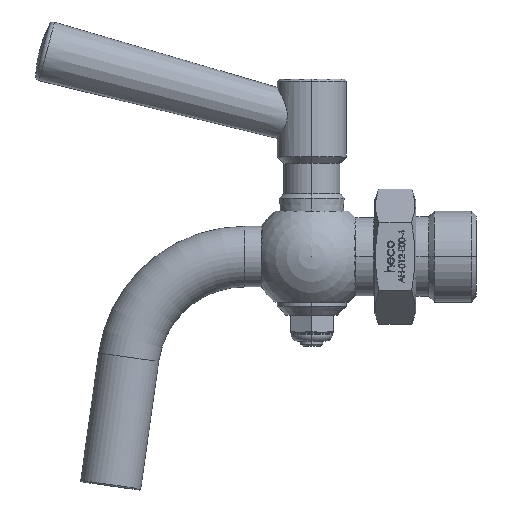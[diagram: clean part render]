
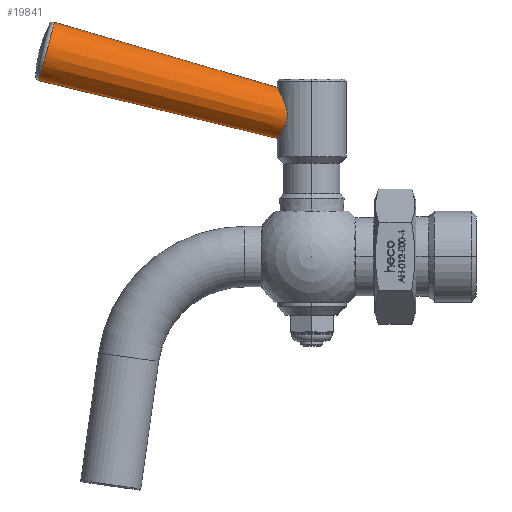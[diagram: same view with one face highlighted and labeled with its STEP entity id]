
A CAD part, top view. The second image highlights one B-rep face of the part: STEP entity #19841.
In plain terms, the highlighted conical face has half-angle 1.339 degrees and reference radius 7 mm.
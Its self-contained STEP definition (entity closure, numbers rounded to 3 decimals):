
#318 = EDGE_CURVE ( 'NONE', #1493, #831, #18361, .T. ) ;
#473 = DIRECTION ( 'NONE',  ( 0.259, 0.966, 0. ) ) ;
#761 = CARTESIAN_POINT ( 'NONE',  ( -7.004, 28.612, 3.877 ) ) ;
#831 = VERTEX_POINT ( 'NONE', #2165 ) ;
#1148 = CARTESIAN_POINT ( 'NONE',  ( -63.001, 40.654, 0. ) ) ;
#1183 = CARTESIAN_POINT ( 'NONE',  ( -5.858, 31.044, 5.451 ) ) ;
#1231 = EDGE_CURVE ( 'NONE', #1493, #20342, #13124, .T. ) ;
#1493 = VERTEX_POINT ( 'NONE', #16416 ) ;
#1873 = CARTESIAN_POINT ( 'NONE',  ( -6.531, 29.391, 4.627 ) ) ;
#2165 = CARTESIAN_POINT ( 'NONE',  ( -8., 27.286, 0. ) ) ;
#2168 = CARTESIAN_POINT ( 'NONE',  ( -7.582, 38.327, 2.576 ) ) ;
#2700 = CARTESIAN_POINT ( 'NONE',  ( -5.673, 32.59, 5.641 ) ) ;
#2828 = CARTESIAN_POINT ( 'NONE',  ( -7.563, 27.834, 2.633 ) ) ;
#2937 = DIRECTION ( 'NONE',  ( -0.259, -0.966, 0. ) ) ;
#3603 = VECTOR ( 'NONE', #8086, 1000. ) ;
#3889 = CARTESIAN_POINT ( 'NONE',  ( -8., 27.286, 0.198 ) ) ;
#3902 = CARTESIAN_POINT ( 'NONE',  ( -5.725, 33.37, 5.588 ) ) ;
#3968 = CARTESIAN_POINT ( 'NONE',  ( -5.684, 32.195, 5.63 ) ) ;
#4197 = ORIENTED_EDGE ( 'NONE', *, *, #18371, .T. ) ;
#4268 = CARTESIAN_POINT ( 'NONE',  ( -6.679, 36.52, 4.409 ) ) ;
#4354 = DIRECTION ( 'NONE',  ( -0.966, 0.259, 0. ) ) ;
#4494 = CARTESIAN_POINT ( 'NONE',  ( -61.985, 47.609, 0. ) ) ;
#5511 = EDGE_LOOP ( 'NONE', ( #12476, #16433, #4197, #17182 ) ) ;
#5961 = CARTESIAN_POINT ( 'NONE',  ( -6.816, 36.818, 4.197 ) ) ;
#6882 = CONICAL_SURFACE ( 'NONE', #15988, 7., 0.023 ) ;
#7218 = CARTESIAN_POINT ( 'NONE',  ( -59.388, 54.14, 0. ) ) ;
#7383 = CARTESIAN_POINT ( 'NONE',  ( -7.219, 37.64, 3.463 ) ) ;
#7422 = CARTESIAN_POINT ( 'NONE',  ( -60.174, 54.37, 0. ) ) ;
#8068 = CARTESIAN_POINT ( 'NONE',  ( -6.089, 30.331, 5.192 ) ) ;
#8086 = DIRECTION ( 'NONE',  ( -0.972, 0.236, 0. ) ) ;
#8393 = FACE_OUTER_BOUND ( 'NONE', #5511, .T. ) ;
#8682 = CARTESIAN_POINT ( 'NONE',  ( -7.851, 27.468, 1.546 ) ) ;
#8765 = CARTESIAN_POINT ( 'NONE',  ( -5.677, 32.786, 5.636 ) ) ;
#8850 = VECTOR ( 'NONE', #17285, 1000. ) ;
#9681 = CARTESIAN_POINT ( 'NONE',  ( -6.229, 30.003, 5.027 ) ) ;
#9814 = CARTESIAN_POINT ( 'NONE',  ( -7.722, 27.631, 2.101 ) ) ;
#9990 = CARTESIAN_POINT ( 'NONE',  ( -5.819, 33.948, 5.49 ) ) ;
#10036 = CIRCLE ( 'NONE', #12591, 6.981 ) ;
#10082 = CARTESIAN_POINT ( 'NONE',  ( -7.778, 38.683, 1.905 ) ) ;
#10121 = CARTESIAN_POINT ( 'NONE',  ( -61.194, 47.397, 0. ) ) ;
#10330 = CARTESIAN_POINT ( 'NONE',  ( -7.964, 27.33, 0.786 ) ) ;
#10760 = CARTESIAN_POINT ( 'NONE',  ( -7.942, 27.356, 0.978 ) ) ;
#11604 = CARTESIAN_POINT ( 'NONE',  ( -5.782, 33.756, 5.529 ) ) ;
#12165 = CARTESIAN_POINT ( 'NONE',  ( -7.438, 27.998, 2.965 ) ) ;
#12427 = CARTESIAN_POINT ( 'NONE',  ( -7.886, 27.425, 1.358 ) ) ;
#12452 = LINE ( 'NONE', #13891, #3603 ) ;
#12476 = ORIENTED_EDGE ( 'NONE', *, *, #318, .F. ) ;
#12591 = AXIS2_PLACEMENT_3D ( 'NONE', #10121, #13132, #473 ) ;
#13124 = LINE ( 'NONE', #7422, #8850 ) ;
#13132 = DIRECTION ( 'NONE',  ( 0.966, -0.259, 0. ) ) ;
#13143 = CARTESIAN_POINT ( 'NONE',  ( -6.691, 29.113, 4.395 ) ) ;
#13557 = CARTESIAN_POINT ( 'NONE',  ( -8., 27.286, 0. ) ) ;
#13891 = CARTESIAN_POINT ( 'NONE',  ( -63.797, 40.847, 0. ) ) ;
#14132 = EDGE_CURVE ( 'NONE', #831, #17056, #12452, .T. ) ;
#15197 = CARTESIAN_POINT ( 'NONE',  ( -5.703, 33.176, 5.61 ) ) ;
#15434 = CARTESIAN_POINT ( 'NONE',  ( -7.468, 38.117, 2.886 ) ) ;
#15676 = CARTESIAN_POINT ( 'NONE',  ( -7.993, 27.295, 0.396 ) ) ;
#15911 = CARTESIAN_POINT ( 'NONE',  ( -5.699, 31.997, 5.615 ) ) ;
#15988 = AXIS2_PLACEMENT_3D ( 'NONE', #4494, #4354, #2937 ) ;
#16052 = CARTESIAN_POINT ( 'NONE',  ( -7.97, 39.023, 0.789 ) ) ;
#16416 = CARTESIAN_POINT ( 'NONE',  ( -8., 39.075, 0. ) ) ;
#16433 = ORIENTED_EDGE ( 'NONE', *, *, #1231, .T. ) ;
#17056 = VERTEX_POINT ( 'NONE', #1148 ) ;
#17171 = CARTESIAN_POINT ( 'NONE',  ( -6.282, 35.552, 4.957 ) ) ;
#17182 = ORIENTED_EDGE ( 'NONE', *, *, #14132, .F. ) ;
#17285 = DIRECTION ( 'NONE',  ( -0.96, 0.281, 0. ) ) ;
#17377 = CARTESIAN_POINT ( 'NONE',  ( -6.412, 35.886, 4.79 ) ) ;
#17584 = CARTESIAN_POINT ( 'NONE',  ( -5.944, 34.507, 5.356 ) ) ;
#17974 = CARTESIAN_POINT ( 'NONE',  ( -8., 39.075, 0. ) ) ;
#18116 = CARTESIAN_POINT ( 'NONE',  ( -7.859, 38.828, 1.54 ) ) ;
#18313 = CARTESIAN_POINT ( 'NONE',  ( -7.159, 28.387, 3.586 ) ) ;
#18361 = B_SPLINE_CURVE_WITH_KNOTS ( 'NONE', 3,
 ( #17974, #19631, #16052, #18116, #10082, #2168, #15434, #7383, #18680, #5961, #4268, #17377, #17171, #20866, #17584, #9990, #11604, #3902, #15197, #8765, #2700, #3968, #15911, #20540, #1183, #8068, #9681, #1873, #13143, #761, #18313, #12165, #2828, #9814, #20445, #8682, #12427, #10760, #10330, #15676, #3889, #13557 ),
 .UNSPECIFIED., .F., .F.,
 ( 4, 2, 2, 2, 2, 2, 2, 2, 2, 2, 2, 2, 2, 2, 2, 2, 2, 2, 2, 2, 4 ),
 ( 0.013, 0.015, 0.016, 0.017, 0.018, 0.019, 0.021, 0.022, 0.022, 0.023, 0.023, 0.024, 0.025, 0.026, 0.028, 0.029, 0.03, 0.03, 0.031, 0.032, 0.032 ),
 .UNSPECIFIED. ) ;
#18371 = EDGE_CURVE ( 'NONE', #20342, #17056, #10036, .T. ) ;
#18680 = CARTESIAN_POINT ( 'NONE',  ( -7.085, 37.377, 3.724 ) ) ;
#19631 = CARTESIAN_POINT ( 'NONE',  ( -8., 39.075, 0.391 ) ) ;
#19841 = ADVANCED_FACE ( 'NONE', ( #8393 ), #6882, .T. ) ;
#20342 = VERTEX_POINT ( 'NONE', #7218 ) ;
#20445 = CARTESIAN_POINT ( 'NONE',  ( -7.769, 27.57, 1.917 ) ) ;
#20540 = CARTESIAN_POINT ( 'NONE',  ( -5.772, 31.418, 5.54 ) ) ;
#20866 = CARTESIAN_POINT ( 'NONE',  ( -6.048, 34.864, 5.239 ) ) ;
